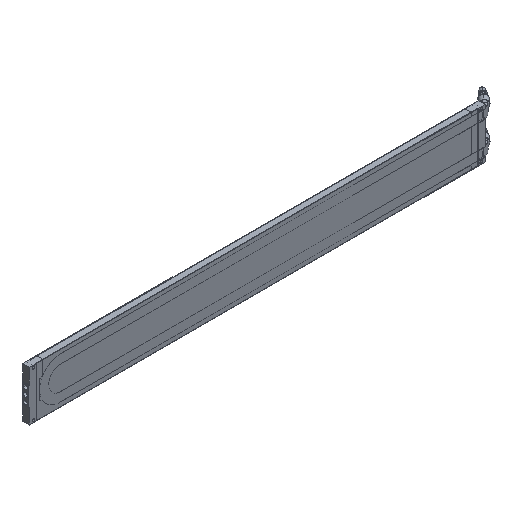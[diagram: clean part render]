
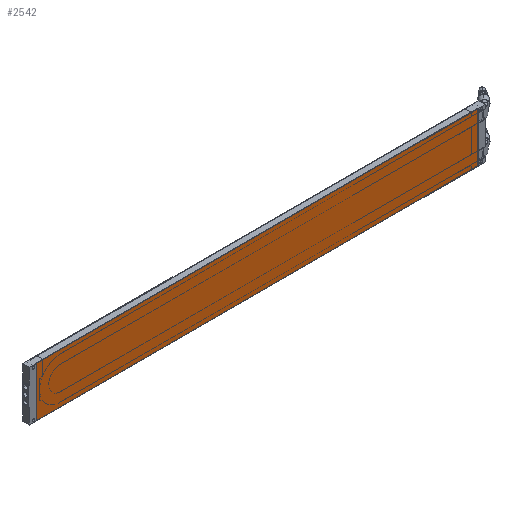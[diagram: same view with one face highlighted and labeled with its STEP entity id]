
A CAD part, isometric view. The second image highlights one B-rep face of the part: STEP entity #2542.
In plain terms, the highlighted face is planar.
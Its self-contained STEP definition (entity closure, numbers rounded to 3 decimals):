
#2512 = EDGE_CURVE ( 'NONE', #2632, #2515, #7702, .T. ) ;
#2515 = VERTEX_POINT ( 'NONE', #7641 ) ;
#2542 = ADVANCED_FACE ( 'NONE', ( #7814 ), #7803, .T. ) ;
#2543 = EDGE_LOOP ( 'NONE', ( #2544, #2760, #2672, #2673 ) ) ;
#2544 = ORIENTED_EDGE ( 'NONE', *, *, #2718, .T. ) ;
#2623 = EDGE_CURVE ( 'NONE', #2751, #2742, #8803, .T. ) ;
#2632 = VERTEX_POINT ( 'NONE', #8788 ) ;
#2634 = EDGE_CURVE ( 'NONE', #2515, #2751, #8779, .T. ) ;
#2672 = ORIENTED_EDGE ( 'NONE', *, *, #2634, .T. ) ;
#2673 = ORIENTED_EDGE ( 'NONE', *, *, #2623, .T. ) ;
#2718 = EDGE_CURVE ( 'NONE', #2742, #2632, #9148, .T. ) ;
#2742 = VERTEX_POINT ( 'NONE', #9011 ) ;
#2751 = VERTEX_POINT ( 'NONE', #8945 ) ;
#2760 = ORIENTED_EDGE ( 'NONE', *, *, #2512, .T. ) ;
#7641 = CARTESIAN_POINT ( 'NONE',  ( 159.9, -18.05, 0.408 ) ) ;
#7646 = DIRECTION ( 'NONE',  ( 1., 0., 0. ) ) ;
#7647 = VECTOR ( 'NONE', #7646, 1000. ) ;
#7648 = CARTESIAN_POINT ( 'NONE',  ( -159.9, -18.05, 0.408 ) ) ;
#7702 = LINE ( 'NONE', #7648, #7647 ) ;
#7788 = CARTESIAN_POINT ( 'NONE',  ( -159.9, -18.05, 0.408 ) ) ;
#7803 = PLANE ( 'NONE',  #7811 ) ;
#7806 = DIRECTION ( 'NONE',  ( 0., 0., 1. ) ) ;
#7811 = AXIS2_PLACEMENT_3D ( 'NONE', #7788, #7806, #7834 ) ;
#7814 = FACE_OUTER_BOUND ( 'NONE', #2543, .T. ) ;
#7834 = DIRECTION ( 'NONE',  ( 1., 0., 0. ) ) ;
#8776 = DIRECTION ( 'NONE',  ( 0., 1., 0. ) ) ;
#8777 = VECTOR ( 'NONE', #8776, 1000. ) ;
#8778 = CARTESIAN_POINT ( 'NONE',  ( 159.9, 18.05, 0.408 ) ) ;
#8779 = LINE ( 'NONE', #8778, #8777 ) ;
#8788 = CARTESIAN_POINT ( 'NONE',  ( -159.9, -18.05, 0.408 ) ) ;
#8800 = DIRECTION ( 'NONE',  ( -1., 0., 0. ) ) ;
#8801 = VECTOR ( 'NONE', #8800, 1000. ) ;
#8802 = CARTESIAN_POINT ( 'NONE',  ( -159.9, 18.05, 0.408 ) ) ;
#8803 = LINE ( 'NONE', #8802, #8801 ) ;
#8945 = CARTESIAN_POINT ( 'NONE',  ( 159.9, 18.05, 0.408 ) ) ;
#9011 = CARTESIAN_POINT ( 'NONE',  ( -159.9, 18.05, 0.408 ) ) ;
#9145 = DIRECTION ( 'NONE',  ( 0., -1., 0. ) ) ;
#9146 = VECTOR ( 'NONE', #9145, 1000. ) ;
#9147 = CARTESIAN_POINT ( 'NONE',  ( -159.9, 18.05, 0.408 ) ) ;
#9148 = LINE ( 'NONE', #9147, #9146 ) ;
